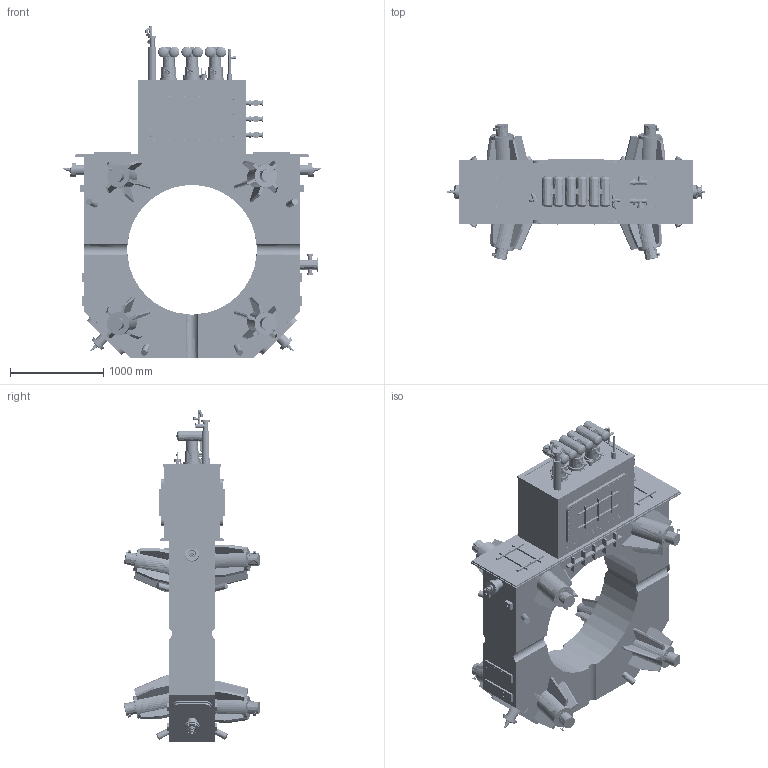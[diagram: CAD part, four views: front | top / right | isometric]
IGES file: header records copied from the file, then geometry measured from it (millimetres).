
Start section: Elysium IGES Interface
Global section: file name: 86HMICE_Coupling_Coil_Magnet_Assy_20111109.igs; native system: CoCreate Modeling 16.00D  29-May-2009; preprocessor: CoCreate IGES_3D V2.2; author: Unknown; organization: Unknown; date: 20111202.114912; units: millimetre
Bounding box: 2770.04 x 1460.28 x 3557.25 mm (x, y, z)
Volume: 935870433.5 mm3; surface area: 154884154.5 mm2
Topology: 3079 solids, 3083 shells, 42896 faces, 100748 edges, 64370 vertices
Faces by surface type: bspline 42896
